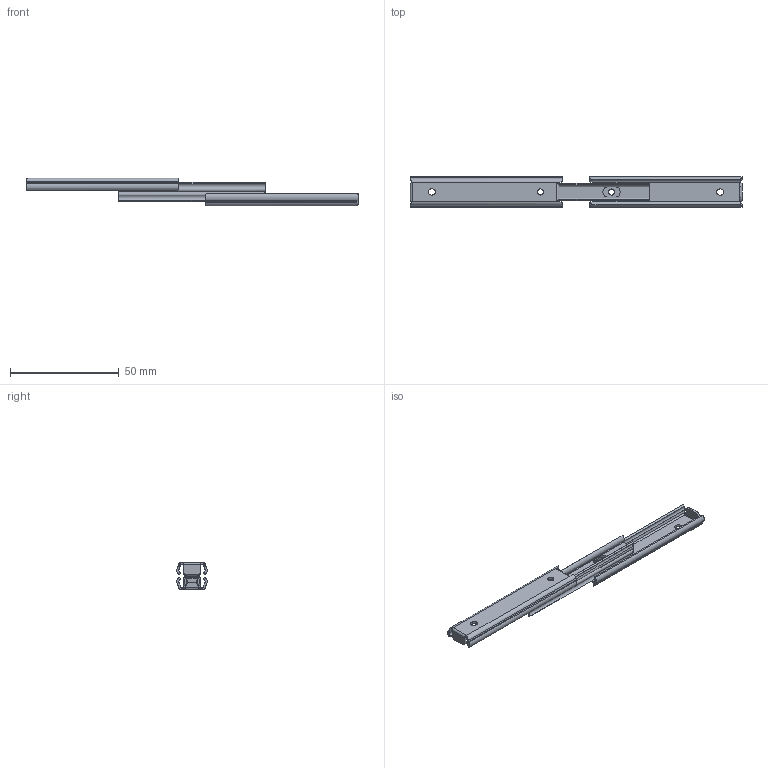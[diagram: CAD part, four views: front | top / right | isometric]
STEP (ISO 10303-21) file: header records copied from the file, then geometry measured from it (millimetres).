
FILE_DESCRIPTION (( 'STEP AP203' ), '1' );
FILE_NAME ('U1431-70.STEP', '2020-06-02T05:10:40', ( '' ), ( '' ), 'SwSTEP 2.0', 'SolidWorks 2019', '' );
FILE_SCHEMA (( 'CONFIG_CONTROL_DESIGN' ));
Length unit declared in the file: millimetre
Products named in the file (3): U1431-70 OM; U1431-70; U1431-70 IM
Assembly tree (4 placements, depth 2):
  U1431-70
    U1431-70 OM  x2
    U1431-70 IM  x2
Bounding box: 152.7 x 13.98 x 12.8 mm (x, y, z)
Volume: 4456.6 mm3; surface area: 10424.1 mm2
Topology: 4 solids, 4 shells, 278 faces, 790 edges, 520 vertices
Faces by surface type: cylinder 160, plane 118
Entity records: 5080 total; most frequent: CARTESIAN_POINT 1139, ORIENTED_EDGE 790, DIRECTION 727, EDGE_CURVE 395, AXIS2_PLACEMENT_3D 262, VERTEX_POINT 260, LINE 203, VECTOR 203
